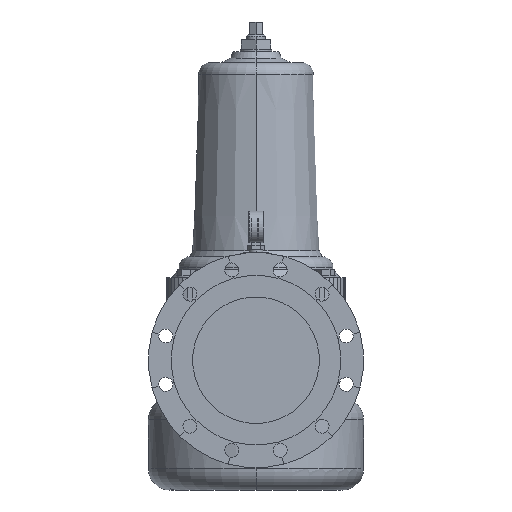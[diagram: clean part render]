
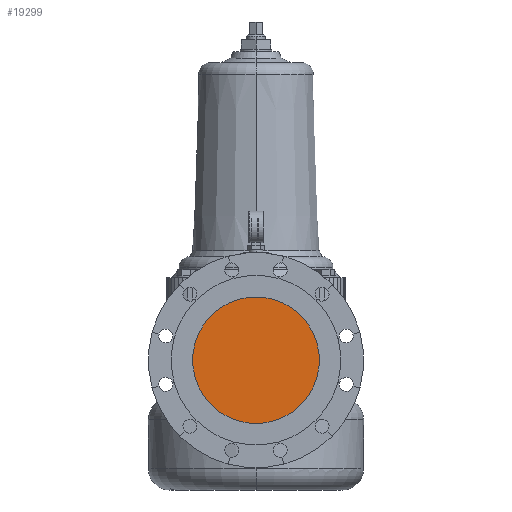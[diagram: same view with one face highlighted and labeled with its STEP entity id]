
A CAD part, left-side view. The second image highlights one B-rep face of the part: STEP entity #19299.
In plain terms, the highlighted planar face has unit normal (-1, 0, 0).
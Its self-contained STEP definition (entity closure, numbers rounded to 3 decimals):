
#17793=VERTEX_POINT('',#38132);
#19299=ADVANCED_FACE('',(#39762),#39763,.T.);
#19485=EDGE_CURVE('',#22773,#17793,#39966,.T.);
#22773=VERTEX_POINT('',#43591);
#26323=EDGE_CURVE('',#17793,#22773,#47520,.T.);
#38132=CARTESIAN_POINT('',(-300.3,-25.882,96.593));
#39762=FACE_OUTER_BOUND('',#69510,.T.);
#39763=PLANE('',#69511);
#39966=CIRCLE('',#69870,100.0);
#43591=CARTESIAN_POINT('',(-300.3,25.882,-96.593));
#47520=CIRCLE('',#82305,100.0);
#69510=EDGE_LOOP('',(#96866,#96867));
#69511=AXIS2_PLACEMENT_3D('',#96868,#96869,#96870);
#69870=AXIS2_PLACEMENT_3D('',#97056,#97057,#97058);
#82305=AXIS2_PLACEMENT_3D('',#106248,#106249,#106250);
#96866=ORIENTED_EDGE('',*,*,#19485,.T.);
#96867=ORIENTED_EDGE('',*,*,#26323,.T.);
#96868=CARTESIAN_POINT('',(-300.3,0.0,0.0));
#96869=DIRECTION('',(-1.0,0.0,-0.0));
#96870=DIRECTION('',(0.0,0.259,-0.966));
#97056=CARTESIAN_POINT('',(-300.3,0.0,0.0));
#97057=DIRECTION('',(-1.0,0.0,-0.0));
#97058=DIRECTION('',(0.0,0.259,-0.966));
#106248=CARTESIAN_POINT('',(-300.3,0.0,0.0));
#106249=DIRECTION('',(-1.0,0.0,-0.0));
#106250=DIRECTION('',(0.0,0.259,-0.966));
